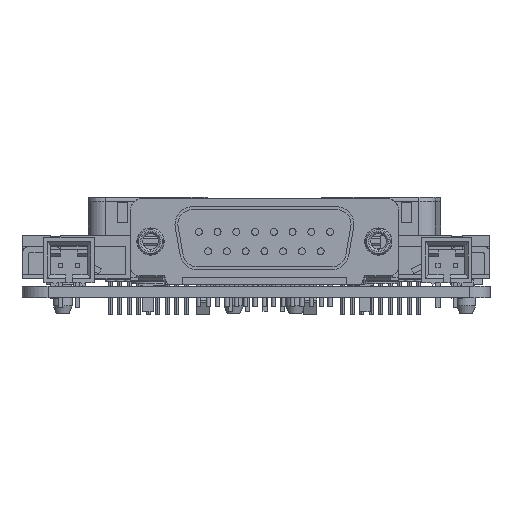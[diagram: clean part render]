
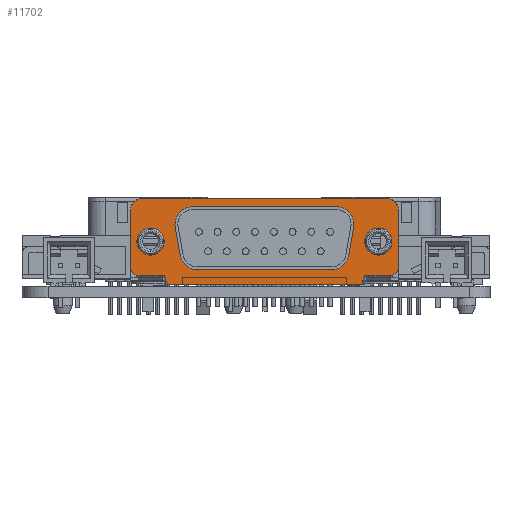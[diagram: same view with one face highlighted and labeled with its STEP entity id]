
A CAD part, left-side view. The second image highlights one B-rep face of the part: STEP entity #11702.
In plain terms, the highlighted face is planar.
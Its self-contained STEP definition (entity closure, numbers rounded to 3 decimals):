
#11702 = ADVANCED_FACE('',(#11703,#11805,#11875,#11895),#11915,.F.);
#11703 = FACE_BOUND('',#11704,.F.);
#11704 = EDGE_LOOP('',(#11705,#11716,#11724,#11733,#11741,#11749,#11757,
    #11765,#11773,#11782,#11790,#11799));
#11705 = ORIENTED_EDGE('',*,*,#11706,.T.);
#11706 = EDGE_CURVE('',#11707,#11709,#11711,.T.);
#11707 = VERTEX_POINT('',#11708);
#11708 = CARTESIAN_POINT('',(17.996,5.791,0.));
#11709 = VERTEX_POINT('',#11710);
#11710 = CARTESIAN_POINT('',(19.571,4.216,0.));
#11711 = CIRCLE('',#11712,1.575);
#11712 = AXIS2_PLACEMENT_3D('',#11713,#11714,#11715);
#11713 = CARTESIAN_POINT('',(17.996,4.216,0.));
#11714 = DIRECTION('',(0.,0.,-1.));
#11715 = DIRECTION('',(0.,1.,0.));
#11716 = ORIENTED_EDGE('',*,*,#11717,.T.);
#11717 = EDGE_CURVE('',#11709,#11718,#11720,.T.);
#11718 = VERTEX_POINT('',#11719);
#11719 = CARTESIAN_POINT('',(19.571,-4.216,0.));
#11720 = LINE('',#11721,#11722);
#11721 = CARTESIAN_POINT('',(19.571,4.216,0.));
#11722 = VECTOR('',#11723,1.);
#11723 = DIRECTION('',(0.,-1.,0.));
#11724 = ORIENTED_EDGE('',*,*,#11725,.T.);
#11725 = EDGE_CURVE('',#11718,#11726,#11728,.T.);
#11726 = VERTEX_POINT('',#11727);
#11727 = CARTESIAN_POINT('',(18.301,-5.486,0.));
#11728 = CIRCLE('',#11729,1.27);
#11729 = AXIS2_PLACEMENT_3D('',#11730,#11731,#11732);
#11730 = CARTESIAN_POINT('',(18.301,-4.216,0.));
#11731 = DIRECTION('',(0.,0.,-1.));
#11732 = DIRECTION('',(1.,0.,0.));
#11733 = ORIENTED_EDGE('',*,*,#11734,.T.);
#11734 = EDGE_CURVE('',#11726,#11735,#11737,.T.);
#11735 = VERTEX_POINT('',#11736);
#11736 = CARTESIAN_POINT('',(14.646,-5.486,0.));
#11737 = LINE('',#11738,#11739);
#11738 = CARTESIAN_POINT('',(18.301,-5.486,0.));
#11739 = VECTOR('',#11740,1.);
#11740 = DIRECTION('',(-1.,0.,0.));
#11741 = ORIENTED_EDGE('',*,*,#11742,.T.);
#11742 = EDGE_CURVE('',#11735,#11743,#11745,.T.);
#11743 = VERTEX_POINT('',#11744);
#11744 = CARTESIAN_POINT('',(14.183,-6.756,0.));
#11745 = LINE('',#11746,#11747);
#11746 = CARTESIAN_POINT('',(14.646,-5.486,0.));
#11747 = VECTOR('',#11748,1.);
#11748 = DIRECTION('',(-0.342,-0.94,0.));
#11749 = ORIENTED_EDGE('',*,*,#11750,.T.);
#11750 = EDGE_CURVE('',#11743,#11751,#11753,.T.);
#11751 = VERTEX_POINT('',#11752);
#11752 = CARTESIAN_POINT('',(-14.183,-6.756,0.));
#11753 = LINE('',#11754,#11755);
#11754 = CARTESIAN_POINT('',(14.183,-6.756,0.));
#11755 = VECTOR('',#11756,1.);
#11756 = DIRECTION('',(-1.,0.,0.));
#11757 = ORIENTED_EDGE('',*,*,#11758,.T.);
#11758 = EDGE_CURVE('',#11751,#11759,#11761,.T.);
#11759 = VERTEX_POINT('',#11760);
#11760 = CARTESIAN_POINT('',(-14.646,-5.486,0.));
#11761 = LINE('',#11762,#11763);
#11762 = CARTESIAN_POINT('',(-14.183,-6.756,0.));
#11763 = VECTOR('',#11764,1.);
#11764 = DIRECTION('',(-0.342,0.94,0.));
#11765 = ORIENTED_EDGE('',*,*,#11766,.T.);
#11766 = EDGE_CURVE('',#11759,#11767,#11769,.T.);
#11767 = VERTEX_POINT('',#11768);
#11768 = CARTESIAN_POINT('',(-18.301,-5.486,0.));
#11769 = LINE('',#11770,#11771);
#11770 = CARTESIAN_POINT('',(-14.646,-5.486,0.));
#11771 = VECTOR('',#11772,1.);
#11772 = DIRECTION('',(-1.,0.,0.));
#11773 = ORIENTED_EDGE('',*,*,#11774,.T.);
#11774 = EDGE_CURVE('',#11767,#11775,#11777,.T.);
#11775 = VERTEX_POINT('',#11776);
#11776 = CARTESIAN_POINT('',(-19.571,-4.216,0.));
#11777 = CIRCLE('',#11778,1.27);
#11778 = AXIS2_PLACEMENT_3D('',#11779,#11780,#11781);
#11779 = CARTESIAN_POINT('',(-18.301,-4.216,0.));
#11780 = DIRECTION('',(0.,0.,-1.));
#11781 = DIRECTION('',(0.,-1.,0.));
#11782 = ORIENTED_EDGE('',*,*,#11783,.T.);
#11783 = EDGE_CURVE('',#11775,#11784,#11786,.T.);
#11784 = VERTEX_POINT('',#11785);
#11785 = CARTESIAN_POINT('',(-19.571,4.216,0.));
#11786 = LINE('',#11787,#11788);
#11787 = CARTESIAN_POINT('',(-19.571,-4.216,0.));
#11788 = VECTOR('',#11789,1.);
#11789 = DIRECTION('',(0.,1.,0.));
#11790 = ORIENTED_EDGE('',*,*,#11791,.T.);
#11791 = EDGE_CURVE('',#11784,#11792,#11794,.T.);
#11792 = VERTEX_POINT('',#11793);
#11793 = CARTESIAN_POINT('',(-17.996,5.791,0.));
#11794 = CIRCLE('',#11795,1.575);
#11795 = AXIS2_PLACEMENT_3D('',#11796,#11797,#11798);
#11796 = CARTESIAN_POINT('',(-17.996,4.216,0.));
#11797 = DIRECTION('',(0.,0.,-1.));
#11798 = DIRECTION('',(-1.,0.,0.));
#11799 = ORIENTED_EDGE('',*,*,#11800,.T.);
#11800 = EDGE_CURVE('',#11792,#11707,#11801,.T.);
#11801 = LINE('',#11802,#11803);
#11802 = CARTESIAN_POINT('',(-17.996,5.791,0.));
#11803 = VECTOR('',#11804,1.);
#11804 = DIRECTION('',(1.,0.,0.));
#11805 = FACE_BOUND('',#11806,.F.);
#11806 = EDGE_LOOP('',(#11807,#11818,#11826,#11835,#11843,#11852,#11860,
    #11869));
#11807 = ORIENTED_EDGE('',*,*,#11808,.T.);
#11808 = EDGE_CURVE('',#11809,#11811,#11813,.T.);
#11809 = VERTEX_POINT('',#11810);
#11810 = CARTESIAN_POINT('',(-10.545,4.608,0.));
#11811 = VERTEX_POINT('',#11812);
#11812 = CARTESIAN_POINT('',(-13.047,1.626,0.));
#11813 = CIRCLE('',#11814,2.54);
#11814 = AXIS2_PLACEMENT_3D('',#11815,#11816,#11817);
#11815 = CARTESIAN_POINT('',(-10.545,2.068,0.));
#11816 = DIRECTION('',(0.,0.,1.));
#11817 = DIRECTION('',(0.,1.,0.));
#11818 = ORIENTED_EDGE('',*,*,#11819,.T.);
#11819 = EDGE_CURVE('',#11811,#11820,#11822,.T.);
#11820 = VERTEX_POINT('',#11821);
#11821 = CARTESIAN_POINT('',(-12.318,-2.509,0.));
#11822 = LINE('',#11823,#11824);
#11823 = CARTESIAN_POINT('',(-13.047,1.626,0.));
#11824 = VECTOR('',#11825,1.);
#11825 = DIRECTION('',(0.174,-0.985,0.));
#11826 = ORIENTED_EDGE('',*,*,#11827,.T.);
#11827 = EDGE_CURVE('',#11820,#11828,#11830,.T.);
#11828 = VERTEX_POINT('',#11829);
#11829 = CARTESIAN_POINT('',(-9.816,-4.608,0.));
#11830 = CIRCLE('',#11831,2.54);
#11831 = AXIS2_PLACEMENT_3D('',#11832,#11833,#11834);
#11832 = CARTESIAN_POINT('',(-9.816,-2.068,0.));
#11833 = DIRECTION('',(0.,0.,1.));
#11834 = DIRECTION('',(-0.985,-0.174,0.));
#11835 = ORIENTED_EDGE('',*,*,#11836,.T.);
#11836 = EDGE_CURVE('',#11828,#11837,#11839,.T.);
#11837 = VERTEX_POINT('',#11838);
#11838 = CARTESIAN_POINT('',(9.816,-4.608,0.));
#11839 = LINE('',#11840,#11841);
#11840 = CARTESIAN_POINT('',(-9.816,-4.608,0.));
#11841 = VECTOR('',#11842,1.);
#11842 = DIRECTION('',(1.,0.,0.));
#11843 = ORIENTED_EDGE('',*,*,#11844,.T.);
#11844 = EDGE_CURVE('',#11837,#11845,#11847,.T.);
#11845 = VERTEX_POINT('',#11846);
#11846 = CARTESIAN_POINT('',(12.318,-2.509,0.));
#11847 = CIRCLE('',#11848,2.54);
#11848 = AXIS2_PLACEMENT_3D('',#11849,#11850,#11851);
#11849 = CARTESIAN_POINT('',(9.816,-2.068,0.));
#11850 = DIRECTION('',(0.,0.,1.));
#11851 = DIRECTION('',(0.,-1.,0.));
#11852 = ORIENTED_EDGE('',*,*,#11853,.T.);
#11853 = EDGE_CURVE('',#11845,#11854,#11856,.T.);
#11854 = VERTEX_POINT('',#11855);
#11855 = CARTESIAN_POINT('',(13.047,1.626,0.));
#11856 = LINE('',#11857,#11858);
#11857 = CARTESIAN_POINT('',(12.318,-2.509,0.));
#11858 = VECTOR('',#11859,1.);
#11859 = DIRECTION('',(0.174,0.985,0.));
#11860 = ORIENTED_EDGE('',*,*,#11861,.T.);
#11861 = EDGE_CURVE('',#11854,#11862,#11864,.T.);
#11862 = VERTEX_POINT('',#11863);
#11863 = CARTESIAN_POINT('',(10.545,4.608,0.));
#11864 = CIRCLE('',#11865,2.54);
#11865 = AXIS2_PLACEMENT_3D('',#11866,#11867,#11868);
#11866 = CARTESIAN_POINT('',(10.545,2.068,0.));
#11867 = DIRECTION('',(0.,0.,1.));
#11868 = DIRECTION('',(0.985,-0.174,0.));
#11869 = ORIENTED_EDGE('',*,*,#11870,.T.);
#11870 = EDGE_CURVE('',#11862,#11809,#11871,.T.);
#11871 = LINE('',#11872,#11873);
#11872 = CARTESIAN_POINT('',(10.545,4.608,0.));
#11873 = VECTOR('',#11874,1.);
#11874 = DIRECTION('',(-1.,0.,0.));
#11875 = FACE_BOUND('',#11876,.F.);
#11876 = EDGE_LOOP('',(#11877,#11888));
#11877 = ORIENTED_EDGE('',*,*,#11878,.T.);
#11878 = EDGE_CURVE('',#11879,#11881,#11883,.T.);
#11879 = VERTEX_POINT('',#11880);
#11880 = CARTESIAN_POINT('',(-18.618,-0.483,0.));
#11881 = VERTEX_POINT('',#11882);
#11882 = CARTESIAN_POINT('',(-14.707,-0.483,0.));
#11883 = CIRCLE('',#11884,1.956);
#11884 = AXIS2_PLACEMENT_3D('',#11885,#11886,#11887);
#11885 = CARTESIAN_POINT('',(-16.662,-0.483,0.));
#11886 = DIRECTION('',(0.,0.,1.));
#11887 = DIRECTION('',(-1.,0.,0.));
#11888 = ORIENTED_EDGE('',*,*,#11889,.T.);
#11889 = EDGE_CURVE('',#11881,#11879,#11890,.T.);
#11890 = CIRCLE('',#11891,1.956);
#11891 = AXIS2_PLACEMENT_3D('',#11892,#11893,#11894);
#11892 = CARTESIAN_POINT('',(-16.662,-0.483,0.));
#11893 = DIRECTION('',(0.,0.,1.));
#11894 = DIRECTION('',(1.,0.,0.));
#11895 = FACE_BOUND('',#11896,.F.);
#11896 = EDGE_LOOP('',(#11897,#11908));
#11897 = ORIENTED_EDGE('',*,*,#11898,.F.);
#11898 = EDGE_CURVE('',#11899,#11901,#11903,.T.);
#11899 = VERTEX_POINT('',#11900);
#11900 = CARTESIAN_POINT('',(18.618,-0.483,0.));
#11901 = VERTEX_POINT('',#11902);
#11902 = CARTESIAN_POINT('',(14.707,-0.483,0.));
#11903 = CIRCLE('',#11904,1.956);
#11904 = AXIS2_PLACEMENT_3D('',#11905,#11906,#11907);
#11905 = CARTESIAN_POINT('',(16.662,-0.483,0.));
#11906 = DIRECTION('',(0.,0.,-1.));
#11907 = DIRECTION('',(1.,0.,0.));
#11908 = ORIENTED_EDGE('',*,*,#11909,.F.);
#11909 = EDGE_CURVE('',#11901,#11899,#11910,.T.);
#11910 = CIRCLE('',#11911,1.956);
#11911 = AXIS2_PLACEMENT_3D('',#11912,#11913,#11914);
#11912 = CARTESIAN_POINT('',(16.662,-0.483,0.));
#11913 = DIRECTION('',(0.,0.,-1.));
#11914 = DIRECTION('',(-1.,0.,0.));
#11915 = PLANE('',#11916);
#11916 = AXIS2_PLACEMENT_3D('',#11917,#11918,#11919);
#11917 = CARTESIAN_POINT('',(0.,0.,0.));
#11918 = DIRECTION('',(0.,0.,-1.));
#11919 = DIRECTION('',(-1.,0.,0.));
